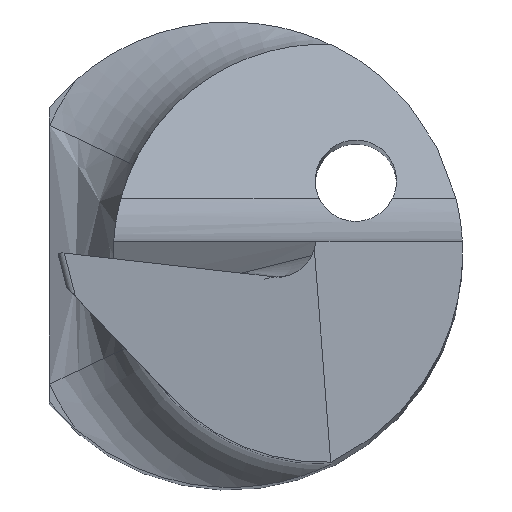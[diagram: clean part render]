
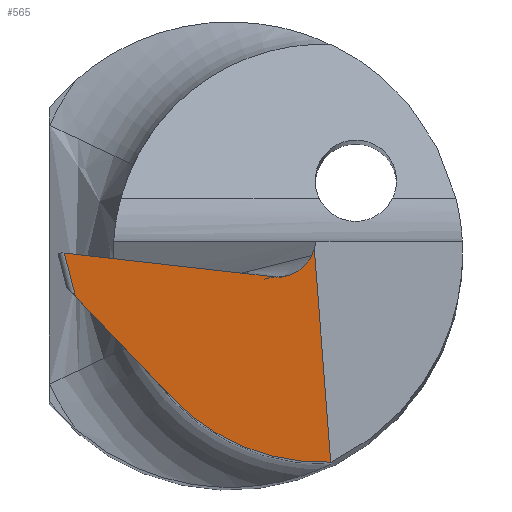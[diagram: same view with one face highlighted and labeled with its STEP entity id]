
A CAD part, top view. The second image highlights one B-rep face of the part: STEP entity #565.
In plain terms, the highlighted planar face has unit normal (0.122, -0.139, 0.983).
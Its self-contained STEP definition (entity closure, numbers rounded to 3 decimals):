
#4 = LINE ( 'NONE', #684, #212 ) ;
#11 = PLANE ( 'NONE',  #876 ) ;
#17 = DIRECTION ( 'NONE',  ( 0., -0.99, -0.14 ) ) ;
#21 = DIRECTION ( 'NONE',  ( 0.076, -0.986, -0.149 ) ) ;
#40 = CARTESIAN_POINT ( 'NONE',  ( 0.867, -1.799, 23.461 ) ) ;
#85 = VECTOR ( 'NONE', #739, 1000. ) ;
#93 = ORIENTED_EDGE ( 'NONE', *, *, #794, .F. ) ;
#112 = VERTEX_POINT ( 'NONE', #633 ) ;
#171 = CARTESIAN_POINT ( 'NONE',  ( 0.512, -0.198, 23.732 ) ) ;
#179 = CARTESIAN_POINT ( 'NONE',  ( 0.342, -1.818, 23.523 ) ) ;
#196 =( BOUNDED_CURVE ( )  B_SPLINE_CURVE ( 3, ( #826, #538, #608, #461 ),
 .UNSPECIFIED., .F., .F. ) 
 B_SPLINE_CURVE_WITH_KNOTS ( ( 4, 4 ),
 ( 5.292, 5.293 ),
 .UNSPECIFIED. ) 
 CURVE ( )  GEOMETRIC_REPRESENTATION_ITEM ( )  RATIONAL_B_SPLINE_CURVE ( ( 1., 1., 1., 1. ) ) 
 REPRESENTATION_ITEM ( '' )  );
#197 = ORIENTED_EDGE ( 'NONE', *, *, #245, .T. ) ;
#202 = VERTEX_POINT ( 'NONE', #528 ) ;
#212 = VECTOR ( 'NONE', #21, 1000. ) ;
#231 = EDGE_CURVE ( 'NONE', #821, #112, #4, .T. ) ;
#242 = DIRECTION ( 'NONE',  ( -0.984, 0.111, 0.138 ) ) ;
#245 = EDGE_CURVE ( 'NONE', #887, #695, #612, .T. ) ;
#293 = CARTESIAN_POINT ( 'NONE',  ( 0.38, -0.207, 23.747 ) ) ;
#294 = ORIENTED_EDGE ( 'NONE', *, *, #231, .F. ) ;
#306 = LINE ( 'NONE', #685, #950 ) ;
#365 = EDGE_LOOP ( 'NONE', ( #761, #431, #294, #476, #953, #197, #93 ) ) ;
#388 = CARTESIAN_POINT ( 'NONE',  ( -1.461, -0.233, 23.972 ) ) ;
#409 = CARTESIAN_POINT ( 'NONE',  ( -0.506, -1.239, 23.711 ) ) ;
#431 = ORIENTED_EDGE ( 'NONE', *, *, #516, .T. ) ;
#451 = DIRECTION ( 'NONE',  ( -0.243, 0.956, 0.166 ) ) ;
#455 = LINE ( 'NONE', #388, #85 ) ;
#460 = B_SPLINE_CURVE_WITH_KNOTS ( 'NONE', 3,
 ( #752, #830, #917, #171, #468, #774 ),
 .UNSPECIFIED., .F., .F.,
 ( 4, 2, 4 ),
 ( 0., 0., 0. ),
 .UNSPECIFIED. ) ;
#461 = CARTESIAN_POINT ( 'NONE',  ( 0.702, -0.024, 23.732 ) ) ;
#468 = CARTESIAN_POINT ( 'NONE',  ( 0.445, -0.214, 23.738 ) ) ;
#476 = ORIENTED_EDGE ( 'NONE', *, *, #808, .T. ) ;
#506 = CARTESIAN_POINT ( 'NONE',  ( 0.702, -0.024, 23.732 ) ) ;
#516 = EDGE_CURVE ( 'NONE', #202, #112, #563, .T. ) ;
#528 = CARTESIAN_POINT ( 'NONE',  ( -0.506, -1.239, 23.711 ) ) ;
#538 = CARTESIAN_POINT ( 'NONE',  ( 0.718, 0.014, 23.736 ) ) ;
#551 = CARTESIAN_POINT ( 'NONE',  ( -0.144, -1.62, 23.612 ) ) ;
#563 =( BOUNDED_CURVE ( )  B_SPLINE_CURVE ( 3, ( #409, #551, #179, #40 ),
 .UNSPECIFIED., .F., .T. ) 
 B_SPLINE_CURVE_WITH_KNOTS ( ( 4, 4 ),
 ( 4.75, 5.599 ),
 .UNSPECIFIED. ) 
 CURVE ( )  GEOMETRIC_REPRESENTATION_ITEM ( )  RATIONAL_B_SPLINE_CURVE ( ( 1., 0.941, 0.941, 1. ) ) 
 REPRESENTATION_ITEM ( '' )  );
#565 = ADVANCED_FACE ( 'NONE', ( #614 ), #11, .T. ) ;
#599 = VERTEX_POINT ( 'NONE', #961 ) ;
#608 = CARTESIAN_POINT ( 'NONE',  ( 0.71, -0.005, 23.734 ) ) ;
#612 = LINE ( 'NONE', #915, #759 ) ;
#614 = FACE_OUTER_BOUND ( 'NONE', #365, .T. ) ;
#624 = CARTESIAN_POINT ( 'NONE',  ( -1.505, 0.1, 24.025 ) ) ;
#633 = CARTESIAN_POINT ( 'NONE',  ( 0.867, -1.799, 23.461 ) ) ;
#644 = EDGE_CURVE ( 'NONE', #599, #202, #455, .T. ) ;
#666 = VERTEX_POINT ( 'NONE', #506 ) ;
#684 = CARTESIAN_POINT ( 'NONE',  ( 0.705, 0.308, 23.779 ) ) ;
#685 = CARTESIAN_POINT ( 'NONE',  ( -1.452, 0.114, 24.02 ) ) ;
#695 = VERTEX_POINT ( 'NONE', #749 ) ;
#739 = DIRECTION ( 'NONE',  ( 0.676, -0.713, -0.185 ) ) ;
#749 = CARTESIAN_POINT ( 'NONE',  ( -1.422, -0.003, 24. ) ) ;
#752 = CARTESIAN_POINT ( 'NONE',  ( 0.702, -0.024, 23.732 ) ) ;
#759 = VECTOR ( 'NONE', #242, 1000. ) ;
#761 = ORIENTED_EDGE ( 'NONE', *, *, #644, .T. ) ;
#774 = CARTESIAN_POINT ( 'NONE',  ( 0.38, -0.207, 23.747 ) ) ;
#794 = EDGE_CURVE ( 'NONE', #599, #695, #306, .T. ) ;
#808 = EDGE_CURVE ( 'NONE', #821, #666, #196, .T. ) ;
#821 = VERTEX_POINT ( 'NONE', #899 ) ;
#826 = CARTESIAN_POINT ( 'NONE',  ( 0.726, 0.033, 23.738 ) ) ;
#830 = CARTESIAN_POINT ( 'NONE',  ( 0.677, -0.086, 23.727 ) ) ;
#876 = AXIS2_PLACEMENT_3D ( 'NONE', #624, #924, #17 ) ;
#884 = EDGE_CURVE ( 'NONE', #666, #887, #460, .T. ) ;
#887 = VERTEX_POINT ( 'NONE', #293 ) ;
#899 = CARTESIAN_POINT ( 'NONE',  ( 0.726, 0.033, 23.738 ) ) ;
#915 = CARTESIAN_POINT ( 'NONE',  ( -50.758, 5.567, 30.936 ) ) ;
#917 = CARTESIAN_POINT ( 'NONE',  ( 0.627, -0.134, 23.726 ) ) ;
#924 = DIRECTION ( 'NONE',  ( 0.122, -0.139, 0.983 ) ) ;
#950 = VECTOR ( 'NONE', #451, 1000. ) ;
#953 = ORIENTED_EDGE ( 'NONE', *, *, #884, .T. ) ;
#961 = CARTESIAN_POINT ( 'NONE',  ( -1.328, -0.372, 23.936 ) ) ;
